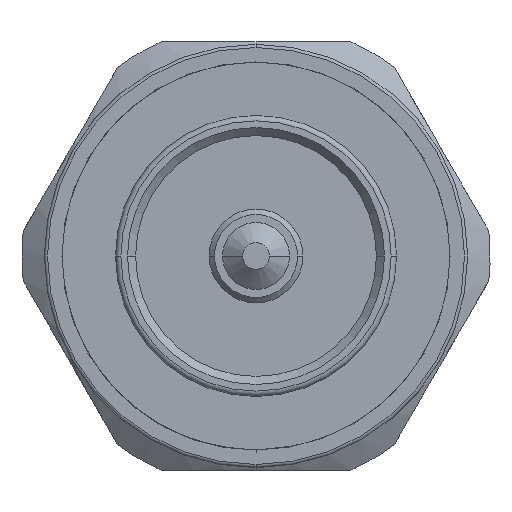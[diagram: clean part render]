
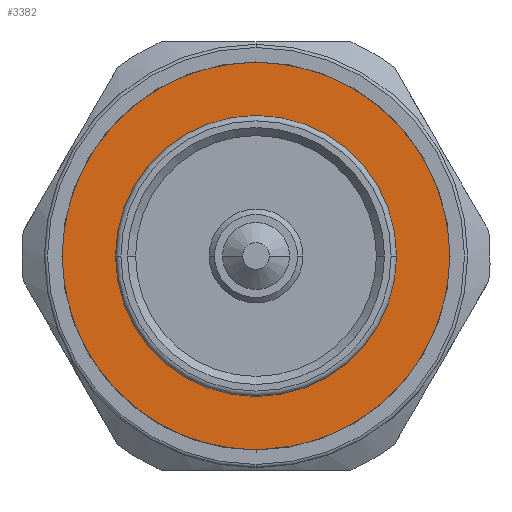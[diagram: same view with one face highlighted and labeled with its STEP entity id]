
A CAD part, left-side view. The second image highlights one B-rep face of the part: STEP entity #3382.
In plain terms, the highlighted planar face has unit normal (-1, 0, 0).
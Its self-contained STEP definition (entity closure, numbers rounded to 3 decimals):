
#966=CARTESIAN_POINT('',(-11.,0.,0.));
#967=DIRECTION('',(1.,0.,0.));
#968=DIRECTION('',(0.,1.,0.));
#969=AXIS2_PLACEMENT_3D('',#966,#967,#968);
#971=CARTESIAN_POINT('',(-11.,0.,0.));
#972=DIRECTION('',(1.,0.,0.));
#973=DIRECTION('',(0.,-1.,0.));
#974=AXIS2_PLACEMENT_3D('',#971,#972,#973);
#976=CARTESIAN_POINT('',(-11.,12.557,7.25));
#977=CARTESIAN_POINT('',(-11.,12.193,7.881));
#978=CARTESIAN_POINT('',(-11.,11.381,9.072));
#979=CARTESIAN_POINT('',(-11.,9.9,10.669));
#980=CARTESIAN_POINT('',(-11.,8.199,12.025));
#981=CARTESIAN_POINT('',(-11.,6.315,13.113));
#982=CARTESIAN_POINT('',(-11.,4.29,13.908));
#983=CARTESIAN_POINT('',(-11.,2.169,14.392));
#984=CARTESIAN_POINT('',(-11.,-0.001,14.554));
#985=CARTESIAN_POINT('',(-11.,-2.17,14.392));
#986=CARTESIAN_POINT('',(-11.,-4.291,13.907));
#987=CARTESIAN_POINT('',(-11.,-6.316,13.112));
#988=CARTESIAN_POINT('',(-11.,-8.2,12.024));
#989=CARTESIAN_POINT('',(-11.,-9.901,10.668));
#990=CARTESIAN_POINT('',(-11.,-11.38,9.073));
#991=CARTESIAN_POINT('',(-11.,-12.605,7.275));
#992=CARTESIAN_POINT('',(-11.,-13.549,5.315));
#993=CARTESIAN_POINT('',(-11.,-14.19,3.236));
#994=CARTESIAN_POINT('',(-11.,-14.514,1.085));
#995=CARTESIAN_POINT('',(-11.,-14.513,-1.091));
#996=CARTESIAN_POINT('',(-11.,-14.189,-3.242));
#997=CARTESIAN_POINT('',(-11.,-13.547,-5.321));
#998=CARTESIAN_POINT('',(-11.,-12.602,-7.281));
#999=CARTESIAN_POINT('',(-11.,-11.376,-9.078));
#1000=CARTESIAN_POINT('',(-11.,-9.896,-10.672));
#1001=CARTESIAN_POINT('',(-11.,-8.196,-12.027));
#1002=CARTESIAN_POINT('',(-11.,-6.312,-13.114));
#1003=CARTESIAN_POINT('',(-11.,-4.289,-13.908));
#1004=CARTESIAN_POINT('',(-11.,-2.166,-14.392));
#1005=CARTESIAN_POINT('',(-11.,-0.728,-14.5));
#1006=CARTESIAN_POINT('',(-11.,0.,-14.5));
#1196=CARTESIAN_POINT('',(-11.,0.,0.));
#1197=DIRECTION('',(-1.,0.,0.));
#1198=DIRECTION('',(0.,0.866,0.5));
#1199=AXIS2_PLACEMENT_3D('',#1196,#1197,#1198);
#1863=CARTESIAN_POINT('',(-11.,10.5,0.));
#1864=CARTESIAN_POINT('',(-11.,-10.5,0.));
#1865=VERTEX_POINT('',#1863);
#1866=VERTEX_POINT('',#1864);
#2088=VERTEX_POINT('',#976);
#2089=VERTEX_POINT('',#1006);
#3367=CARTESIAN_POINT('',(-11.,0.,0.));
#3368=DIRECTION('',(-1.,0.,0.));
#3369=DIRECTION('',(0.,1.,0.));
#3370=AXIS2_PLACEMENT_3D('',#3367,#3368,#3369);
#3371=PLANE('',#3370);
#3373=ORIENTED_EDGE('',*,*,#3372,.F.);
#3375=ORIENTED_EDGE('',*,*,#3374,.T.);
#3376=EDGE_LOOP('',(#3373,#3375));
#3377=FACE_OUTER_BOUND('',#3376,.F.);
#3378=ORIENTED_EDGE('',*,*,#3347,.F.);
#3379=ORIENTED_EDGE('',*,*,#3361,.F.);
#3380=EDGE_LOOP('',(#3378,#3379));
#3381=FACE_BOUND('',#3380,.F.);
#970=CIRCLE('',#969,10.5);
#975=CIRCLE('',#974,10.5);
#1007=B_SPLINE_CURVE_WITH_KNOTS('',3,(#976,#977,#978,#979,#980,#981,#982,#983,
#984,#985,#986,#987,#988,#989,#990,#991,#992,#993,#994,#995,#996,#997,#998,#999,
#1000,#1001,#1002,#1003,#1004,#1005,#1006),.UNSPECIFIED.,.F.,.F.,(4,1,1,1,1,1,1,
1,1,1,1,1,1,1,1,1,1,1,1,1,1,1,1,1,1,1,1,1,4),(0.,0.036,
0.071,0.107,0.143,0.179,
0.214,0.25,0.286,0.321,0.357,
0.393,0.429,0.464,0.5,0.536,
0.571,0.607,0.643,0.679,
0.714,0.75,0.786,0.821,0.857,
0.893,0.929,0.964,1.),.UNSPECIFIED.);
#1200=CIRCLE('',#1199,14.5);
#3347=EDGE_CURVE('',#1865,#1866,#970,.T.);
#3361=EDGE_CURVE('',#1866,#1865,#975,.T.);
#3372=EDGE_CURVE('',#2088,#2089,#1200,.T.);
#3374=EDGE_CURVE('',#2088,#2089,#1007,.T.);
#3382=ADVANCED_FACE('',(#3377,#3381),#3371,.T.);
